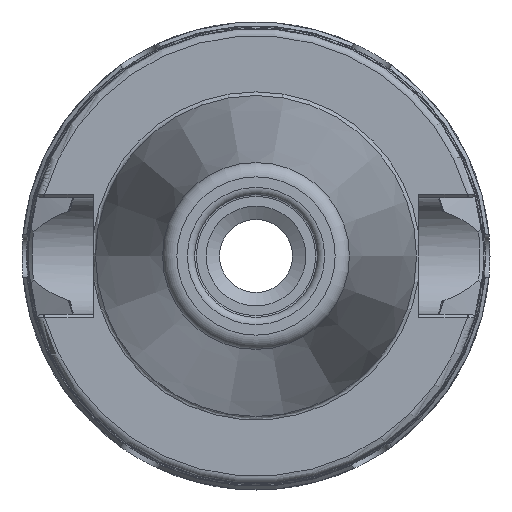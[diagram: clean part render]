
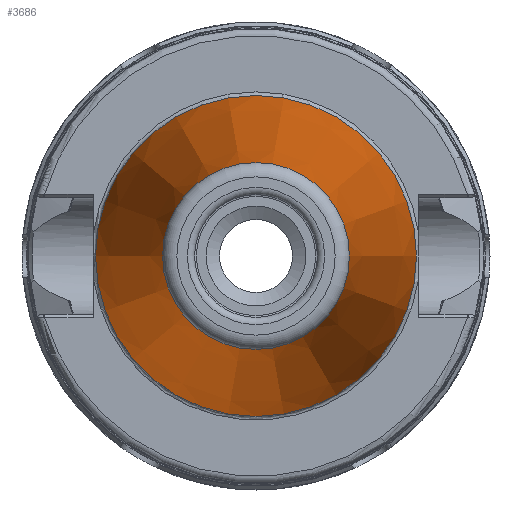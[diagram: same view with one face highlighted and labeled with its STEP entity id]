
A CAD part, left-side view. The second image highlights one B-rep face of the part: STEP entity #3686.
In plain terms, the highlighted conical face has half-angle 8.297 degrees and reference radius 17.581 mm.
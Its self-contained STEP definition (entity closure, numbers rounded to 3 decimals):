
#124=CONICAL_SURFACE('',#3964,17.581,0.145);
#364=FACE_OUTER_BOUND('',#561,.T.);
#561=EDGE_LOOP('',(#2745,#2746,#2747,#2748,#2749,#2750,#2751));
#779=LINE('',#6661,#943);
#943=VECTOR('',#4665,17.581);
#1106=CIRCLE('',#3965,22.225);
#1107=CIRCLE('',#3966,22.225);
#1108=CIRCLE('',#3967,12.937);
#1109=CIRCLE('',#3968,12.937);
#1110=CIRCLE('',#3969,12.937);
#1497=VERTEX_POINT('',#6656);
#1498=VERTEX_POINT('',#6657);
#1499=VERTEX_POINT('',#6660);
#1500=VERTEX_POINT('',#6662);
#1501=VERTEX_POINT('',#6664);
#1980=EDGE_CURVE('',#1497,#1498,#1106,.T.);
#1981=EDGE_CURVE('',#1498,#1497,#1107,.T.);
#1982=EDGE_CURVE('',#1498,#1499,#779,.T.);
#1983=EDGE_CURVE('',#1499,#1500,#1108,.T.);
#1984=EDGE_CURVE('',#1500,#1501,#1109,.T.);
#1985=EDGE_CURVE('',#1501,#1499,#1110,.T.);
#2745=ORIENTED_EDGE('',*,*,#1980,.F.);
#2746=ORIENTED_EDGE('',*,*,#1981,.F.);
#2747=ORIENTED_EDGE('',*,*,#1982,.T.);
#2748=ORIENTED_EDGE('',*,*,#1983,.T.);
#2749=ORIENTED_EDGE('',*,*,#1984,.T.);
#2750=ORIENTED_EDGE('',*,*,#1985,.T.);
#2751=ORIENTED_EDGE('',*,*,#1982,.F.);
#3686=ADVANCED_FACE('',(#364),#124,.T.);
#3964=AXIS2_PLACEMENT_3D('',#6655,#4659,#4660);
#3965=AXIS2_PLACEMENT_3D('',#6658,#4661,#4662);
#3966=AXIS2_PLACEMENT_3D('',#6659,#4663,#4664);
#3967=AXIS2_PLACEMENT_3D('',#6663,#4666,#4667);
#3968=AXIS2_PLACEMENT_3D('',#6665,#4668,#4669);
#3969=AXIS2_PLACEMENT_3D('',#6666,#4670,#4671);
#4659=DIRECTION('center_axis',(1.,0.,0.));
#4660=DIRECTION('ref_axis',(0.,1.,0.));
#4661=DIRECTION('center_axis',(1.,0.,0.));
#4662=DIRECTION('ref_axis',(0.,0.,-1.));
#4663=DIRECTION('center_axis',(1.,0.,0.));
#4664=DIRECTION('ref_axis',(0.,0.,-1.));
#4665=DIRECTION('',(-0.99,0.144,0.));
#4666=DIRECTION('center_axis',(1.,0.,0.));
#4667=DIRECTION('ref_axis',(0.,0.,-1.));
#4668=DIRECTION('center_axis',(1.,0.,0.));
#4669=DIRECTION('ref_axis',(0.,0.,-1.));
#4670=DIRECTION('center_axis',(1.,0.,0.));
#4671=DIRECTION('ref_axis',(0.,0.,-1.));
#6655=CARTESIAN_POINT('Origin',(-31.844,0.,
0.));
#6656=CARTESIAN_POINT('',(0.,22.225,0.));
#6657=CARTESIAN_POINT('',(0.,-22.225,0.));
#6658=CARTESIAN_POINT('Origin',(0.,0.,
0.));
#6659=CARTESIAN_POINT('Origin',(0.,0.,
0.));
#6660=CARTESIAN_POINT('',(-63.689,-12.937,0.));
#6661=CARTESIAN_POINT('',(-31.844,-17.581,0.));
#6662=CARTESIAN_POINT('',(-63.689,12.937,0.));
#6663=CARTESIAN_POINT('Origin',(-63.689,0.,
0.));
#6664=CARTESIAN_POINT('',(-63.689,0.,12.937));
#6665=CARTESIAN_POINT('Origin',(-63.689,0.,
0.));
#6666=CARTESIAN_POINT('Origin',(-63.689,0.,
0.));
